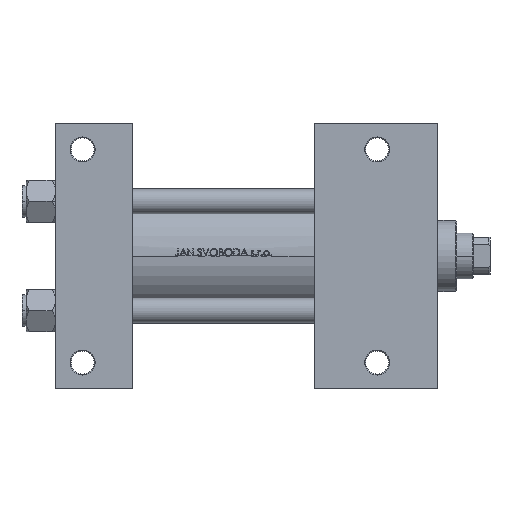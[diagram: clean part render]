
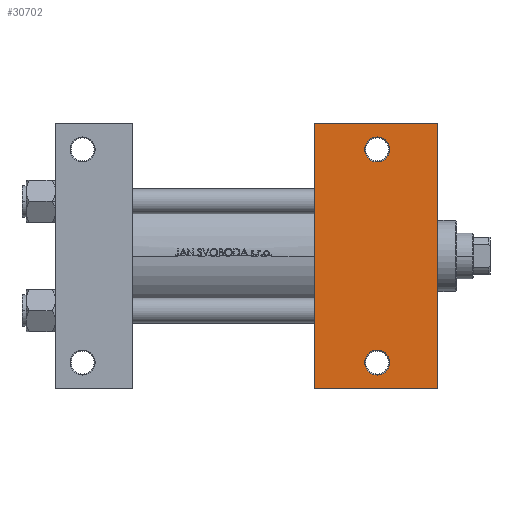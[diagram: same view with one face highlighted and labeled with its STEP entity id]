
A CAD part, front view. The second image highlights one B-rep face of the part: STEP entity #30702.
In plain terms, the highlighted face is planar.
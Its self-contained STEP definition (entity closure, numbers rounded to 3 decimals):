
#680 = CARTESIAN_POINT ( 'NONE',  ( 154., 51., -37.5 ) ) ;
#2599 = EDGE_LOOP ( 'NONE', ( #47442, #29478 ) ) ;
#3755 = EDGE_CURVE ( 'NONE', #22759, #15061, #27478, .T. ) ;
#3847 = ORIENTED_EDGE ( 'NONE', *, *, #33309, .F. ) ;
#4559 = DIRECTION ( 'NONE',  ( 1., 0., 0. ) ) ;
#5258 = AXIS2_PLACEMENT_3D ( 'NONE', #20838, #25061, #29051 ) ;
#6037 = EDGE_CURVE ( 'NONE', #11558, #42470, #37760, .T. ) ;
#6149 = DIRECTION ( 'NONE',  ( 0., 0., 1. ) ) ;
#6612 = AXIS2_PLACEMENT_3D ( 'NONE', #680, #27080, #27327 ) ;
#8805 = DIRECTION ( 'NONE',  ( 0., -1., 0. ) ) ;
#9393 = EDGE_CURVE ( 'NONE', #31361, #34065, #10030, .T. ) ;
#9540 = LINE ( 'NONE', #13284, #10580 ) ;
#10030 = CIRCLE ( 'NONE', #5258, 5.999 ) ;
#10130 = VECTOR ( 'NONE', #21055, 1000. ) ;
#10580 = VECTOR ( 'NONE', #8805, 1000. ) ;
#11443 = ORIENTED_EDGE ( 'NONE', *, *, #3755, .T. ) ;
#11558 = VERTEX_POINT ( 'NONE', #32583 ) ;
#11625 = ORIENTED_EDGE ( 'NONE', *, *, #46024, .T. ) ;
#11840 = ORIENTED_EDGE ( 'NONE', *, *, #6037, .T. ) ;
#12555 = EDGE_CURVE ( 'NONE', #40398, #36268, #47427, .T. ) ;
#12596 = PLANE ( 'NONE',  #27323 ) ;
#13284 = CARTESIAN_POINT ( 'NONE',  ( 124., 37.5, -37.5 ) ) ;
#13387 = DIRECTION ( 'NONE',  ( -1., 0., 0. ) ) ;
#15061 = VERTEX_POINT ( 'NONE', #35261 ) ;
#15355 = CIRCLE ( 'NONE', #6612, 5.999 ) ;
#17106 = DIRECTION ( 'NONE',  ( -1., 0., 0. ) ) ;
#17354 = EDGE_LOOP ( 'NONE', ( #25528, #11840 ) ) ;
#19413 = AXIS2_PLACEMENT_3D ( 'NONE', #24093, #6149, #13387 ) ;
#20342 = DIRECTION ( 'NONE',  ( 0., 0., -1. ) ) ;
#20548 = EDGE_LOOP ( 'NONE', ( #3847, #11443, #11625, #27072 ) ) ;
#20838 = CARTESIAN_POINT ( 'NONE',  ( 154., -51., -37.5 ) ) ;
#21055 = DIRECTION ( 'NONE',  ( -1., 0., 0. ) ) ;
#21536 = CARTESIAN_POINT ( 'NONE',  ( 124., -63.5, -37.5 ) ) ;
#21606 = DIRECTION ( 'NONE',  ( 0., 0., 1. ) ) ;
#21853 = CARTESIAN_POINT ( 'NONE',  ( 154., 51., -37.5 ) ) ;
#22759 = VERTEX_POINT ( 'NONE', #47444 ) ;
#24093 = CARTESIAN_POINT ( 'NONE',  ( 154., -51., -37.5 ) ) ;
#24549 = FACE_OUTER_BOUND ( 'NONE', #20548, .T. ) ;
#25061 = DIRECTION ( 'NONE',  ( 0., 0., 1. ) ) ;
#25528 = ORIENTED_EDGE ( 'NONE', *, *, #46964, .T. ) ;
#25834 = DIRECTION ( 'NONE',  ( -1., 0., 0. ) ) ;
#27072 = ORIENTED_EDGE ( 'NONE', *, *, #12555, .T. ) ;
#27080 = DIRECTION ( 'NONE',  ( 0., 0., 1. ) ) ;
#27323 = AXIS2_PLACEMENT_3D ( 'NONE', #39206, #20342, #17106 ) ;
#27327 = DIRECTION ( 'NONE',  ( -1., 0., 0. ) ) ;
#27478 = LINE ( 'NONE', #38399, #34528 ) ;
#27741 = DIRECTION ( 'NONE',  ( 0., -1., 0. ) ) ;
#29051 = DIRECTION ( 'NONE',  ( -1., 0., 0. ) ) ;
#29478 = ORIENTED_EDGE ( 'NONE', *, *, #9393, .T. ) ;
#30702 = ADVANCED_FACE ( 'NONE', ( #31757, #46711, #24549 ), #12596, .T. ) ;
#31331 = CIRCLE ( 'NONE', #19413, 5.999 ) ;
#31361 = VERTEX_POINT ( 'NONE', #47365 ) ;
#31757 = FACE_BOUND ( 'NONE', #17354, .T. ) ;
#32026 = EDGE_CURVE ( 'NONE', #34065, #31361, #31331, .T. ) ;
#32583 = CARTESIAN_POINT ( 'NONE',  ( 160., 51., -37.5 ) ) ;
#33309 = EDGE_CURVE ( 'NONE', #22759, #36268, #9540, .T. ) ;
#34065 = VERTEX_POINT ( 'NONE', #41965 ) ;
#34528 = VECTOR ( 'NONE', #4559, 1000. ) ;
#34933 = CARTESIAN_POINT ( 'NONE',  ( 183., 37.5, -37.5 ) ) ;
#35261 = CARTESIAN_POINT ( 'NONE',  ( 183., 63.5, -37.5 ) ) ;
#36268 = VERTEX_POINT ( 'NONE', #43211 ) ;
#37760 = CIRCLE ( 'NONE', #44139, 5.999 ) ;
#38399 = CARTESIAN_POINT ( 'NONE',  ( 124., 63.5, -37.5 ) ) ;
#38957 = CARTESIAN_POINT ( 'NONE',  ( 183., -63.5, -37.5 ) ) ;
#39206 = CARTESIAN_POINT ( 'NONE',  ( 183., 37.5, -37.5 ) ) ;
#40398 = VERTEX_POINT ( 'NONE', #38957 ) ;
#41965 = CARTESIAN_POINT ( 'NONE',  ( 148.001, -51., -37.5 ) ) ;
#42321 = VECTOR ( 'NONE', #27741, 1000. ) ;
#42470 = VERTEX_POINT ( 'NONE', #44086 ) ;
#43211 = CARTESIAN_POINT ( 'NONE',  ( 124., -63.5, -37.5 ) ) ;
#44086 = CARTESIAN_POINT ( 'NONE',  ( 148.001, 51., -37.5 ) ) ;
#44139 = AXIS2_PLACEMENT_3D ( 'NONE', #21853, #21606, #25834 ) ;
#45920 = LINE ( 'NONE', #34933, #42321 ) ;
#46024 = EDGE_CURVE ( 'NONE', #15061, #40398, #45920, .T. ) ;
#46711 = FACE_BOUND ( 'NONE', #2599, .T. ) ;
#46964 = EDGE_CURVE ( 'NONE', #42470, #11558, #15355, .T. ) ;
#47365 = CARTESIAN_POINT ( 'NONE',  ( 160., -51., -37.5 ) ) ;
#47427 = LINE ( 'NONE', #21536, #10130 ) ;
#47442 = ORIENTED_EDGE ( 'NONE', *, *, #32026, .T. ) ;
#47444 = CARTESIAN_POINT ( 'NONE',  ( 124., 63.5, -37.5 ) ) ;
